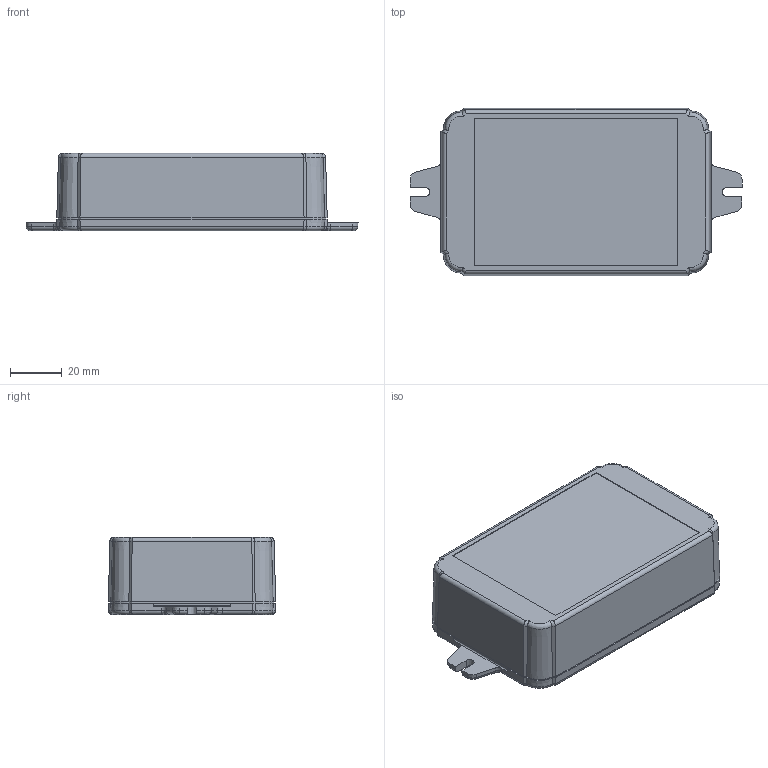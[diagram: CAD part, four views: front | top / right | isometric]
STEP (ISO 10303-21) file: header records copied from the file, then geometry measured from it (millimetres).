
FILE_DESCRIPTION(/* description */ (''),/* implementation_level */ '2;1');
FILE_NAME(/* name */ 'RL6165F.iam.stp',/* time_stamp */ '2019-03-28T10:23:40-04:00',/* author */ ('MBeerman'),/* organization */ (''),/* preprocessor_version */ 'ST-DEVELOPER v17.2',/* originating_system */ 'Autodesk Inventor 2019',/* authorisation */ '');
FILE_SCHEMA (('AUTOMOTIVE_DESIGN { 1 0 10303 214 3 1 1 }'));
Length unit declared in the file: millimetre
Products named in the file (4): RL6165F; RL6165-B v0 130902; RL6175-TF v0 130902; (screw M2.6X 20mm FH)
Assembly tree (6 placements, depth 2):
  RL6165F
    RL6165-B v0 130902
    RL6175-TF v0 130902
    (screw M2.6X 20mm FH)  x4
Bounding box: 128.92 x 65 x 30 mm (x, y, z)
Volume: 51077.4 mm3; surface area: 49269.8 mm2
Topology: 6 solids, 6 shells, 463 faces, 1218 edges, 808 vertices
Faces by surface type: plane 235, cylinder 108, cone 74, bspline 34, torus 12
Full cylindrical faces by diameter (mm): 2 x12, 2.5 x4, 3 x8, 5 x16, 5.09 x4, 6 x4
Entity records: 12845 total; most frequent: CARTESIAN_POINT 3201, DIRECTION 2020, ORIENTED_EDGE 1992, EDGE_CURVE 996, AXIS2_PLACEMENT_3D 768, VERTEX_POINT 658, LINE 484, VECTOR 484
